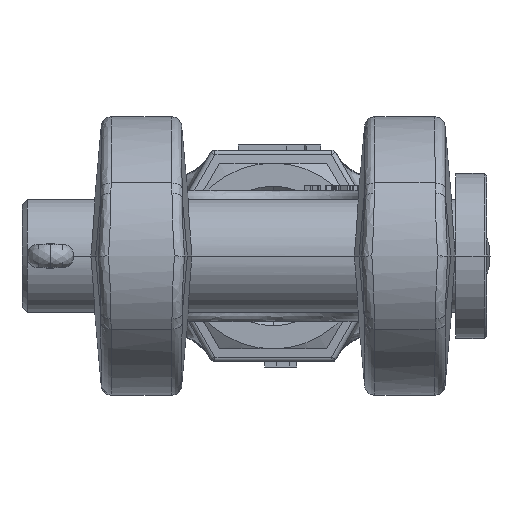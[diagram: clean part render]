
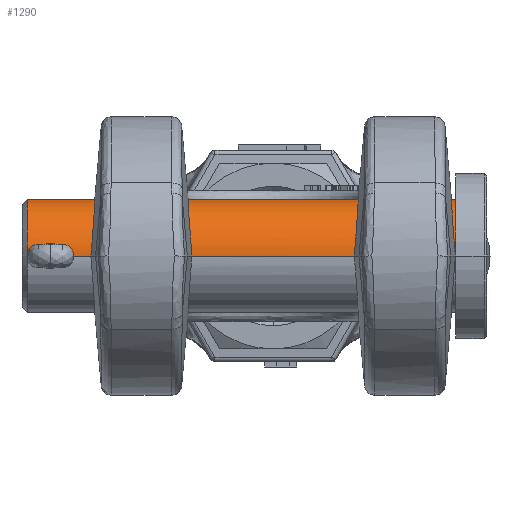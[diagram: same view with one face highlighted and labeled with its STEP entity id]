
A CAD part, left-side view. The second image highlights one B-rep face of the part: STEP entity #1290.
In plain terms, the highlighted cylindrical face has radius 11 mm (diameter 22 mm), a partial arc.
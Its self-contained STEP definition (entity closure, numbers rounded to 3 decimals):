
#1290=ADVANCED_FACE('',(#2937),#2938,.T.);
#2937=FACE_OUTER_BOUND('',#18013,.T.);
#2938=CYLINDRICAL_SURFACE('',#18014,11.0);
#18013=EDGE_LOOP('',(#23653,#23654,#23655,#23656,#23657,#23658,#23659,#23660,#23661,#23662,#23663));
#18014=AXIS2_PLACEMENT_3D('',#23664,#23665,#23666);
#23653=ORIENTED_EDGE('',*,*,#26014,.F.);
#23654=ORIENTED_EDGE('',*,*,#26015,.T.);
#23655=ORIENTED_EDGE('',*,*,#26016,.F.);
#23656=ORIENTED_EDGE('',*,*,#26009,.T.);
#23657=ORIENTED_EDGE('',*,*,#26017,.T.);
#23658=ORIENTED_EDGE('',*,*,#26018,.F.);
#23659=ORIENTED_EDGE('',*,*,#26006,.T.);
#23660=ORIENTED_EDGE('',*,*,#26019,.T.);
#23661=ORIENTED_EDGE('',*,*,#26020,.F.);
#23662=ORIENTED_EDGE('',*,*,#26021,.T.);
#23663=ORIENTED_EDGE('',*,*,#26013,.T.);
#23664=CARTESIAN_POINT('',(-386.,48.632,0.));
#23665=DIRECTION('',(-0.0,1.0,-0.0));
#23666=DIRECTION('',(-1.0,0.0,0.0));
#26006=EDGE_CURVE('',#29374,#29372,#29375,.T.);
#26009=EDGE_CURVE('',#29380,#29377,#29381,.T.);
#26013=EDGE_CURVE('',#29378,#29386,#29388,.T.);
#26014=EDGE_CURVE('',#29389,#29386,#29390,.T.);
#26015=EDGE_CURVE('',#29389,#29391,#29392,.T.);
#26016=EDGE_CURVE('',#29380,#29391,#29393,.T.);
#26017=EDGE_CURVE('',#29377,#29394,#29395,.T.);
#26018=EDGE_CURVE('',#29374,#29394,#29396,.T.);
#26019=EDGE_CURVE('',#29372,#29397,#29398,.T.);
#26020=EDGE_CURVE('',#29399,#29397,#29400,.T.);
#26021=EDGE_CURVE('',#29399,#29378,#29401,.T.);
#29372=VERTEX_POINT('',#44335);
#29374=VERTEX_POINT('',#44338);
#29375=CIRCLE('',#44339,11.0);
#29377=VERTEX_POINT('',#44341);
#29378=VERTEX_POINT('',#44342);
#29380=VERTEX_POINT('',#44345);
#29381=B_SPLINE_CURVE_WITH_KNOTS('',3,(#44346,#44347,#44348,#44349,#44350,#44351,#44352,#44353,#44354,#44355,#44356,#44357,#44358,#44359,#44360,#44361,#44362,#44363),.UNSPECIFIED.,.F.,.F.,(4,2,2,2,2,2,2,2,4),(0.008,0.008,0.008,0.009,0.009,0.01,0.011,0.011,0.012),.UNSPECIFIED.);
#29386=VERTEX_POINT('',#44386);
#29388=B_SPLINE_CURVE_WITH_KNOTS('',3,(#44403,#44404,#44405,#44406,#44407,#44408,#44409,#44410,#44411,#44412,#44413,#44414,#44415,#44416,#44417,#44418,#44419,#44420),.UNSPECIFIED.,.F.,.F.,(4,2,2,2,2,2,2,2,4),(0.012,0.012,0.012,0.013,0.013,0.014,0.015,0.015,0.016),.UNSPECIFIED.);
#29389=VERTEX_POINT('',#44421);
#29390=LINE('',#44422,#44423);
#29391=VERTEX_POINT('',#44424);
#29392=CIRCLE('',#44425,11.0);
#29393=LINE('',#44426,#44427);
#29394=VERTEX_POINT('',#44428);
#29395=B_SPLINE_CURVE_WITH_KNOTS('',3,(#44429,#44430,#44431,#44432,#44433,#44434,#44435,#44436,#44437,#44438,#44439,#44440,#44441,#44442,#44443,#44444,#44445,#44446),.UNSPECIFIED.,.F.,.F.,(4,2,2,2,2,2,2,2,4),(0.012,0.012,0.012,0.013,0.013,0.014,0.015,0.015,0.016),.UNSPECIFIED.);
#29396=LINE('',#44447,#44448);
#29397=VERTEX_POINT('',#44449);
#29398=CIRCLE('',#44450,11.0);
#29399=VERTEX_POINT('',#44451);
#29400=LINE('',#44452,#44453);
#29401=B_SPLINE_CURVE_WITH_KNOTS('',3,(#44454,#44455,#44456,#44457,#44458,#44459,#44460,#44461,#44462,#44463,#44464,#44465,#44466,#44467,#44468,#44469,#44470,#44471),.UNSPECIFIED.,.F.,.F.,(4,2,2,2,2,2,2,2,4),(0.008,0.008,0.008,0.009,0.009,0.01,0.011,0.011,0.012),.UNSPECIFIED.);
#44335=CARTESIAN_POINT('',(-386.,47.632,11.0));
#44338=CARTESIAN_POINT('',(-375.,47.632,0.));
#44339=AXIS2_PLACEMENT_3D('',#46508,#46509,#46510);
#44341=CARTESIAN_POINT('',(-375.288,43.132,2.5));
#44342=CARTESIAN_POINT('',(-396.712,43.132,2.5));
#44345=CARTESIAN_POINT('',(-375.,40.632,0.));
#44346=CARTESIAN_POINT('',(-375.,40.632,0.));
#44347=CARTESIAN_POINT('',(-375.,40.632,0.));
#44348=CARTESIAN_POINT('',(-375.,40.632,0.));
#44349=CARTESIAN_POINT('',(-375.,40.632,0.166));
#44350=CARTESIAN_POINT('',(-375.004,40.649,0.329));
#44351=CARTESIAN_POINT('',(-375.018,40.712,0.649));
#44352=CARTESIAN_POINT('',(-375.029,40.761,0.808));
#44353=CARTESIAN_POINT('',(-375.055,40.886,1.11));
#44354=CARTESIAN_POINT('',(-375.071,40.963,1.253));
#44355=CARTESIAN_POINT('',(-375.105,41.144,1.525));
#44356=CARTESIAN_POINT('',(-375.124,41.249,1.653));
#44357=CARTESIAN_POINT('',(-375.18,41.594,1.997));
#44358=CARTESIAN_POINT('',(-375.218,41.872,2.183));
#44359=CARTESIAN_POINT('',(-375.258,42.322,2.371));
#44360=CARTESIAN_POINT('',(-375.269,42.48,2.419));
#44361=CARTESIAN_POINT('',(-375.284,42.803,2.484));
#44362=CARTESIAN_POINT('',(-375.288,42.967,2.5));
#44363=CARTESIAN_POINT('',(-375.288,43.132,2.5));
#44386=CARTESIAN_POINT('',(-397.,40.632,0.));
#44403=CARTESIAN_POINT('',(-396.712,43.132,2.5));
#44404=CARTESIAN_POINT('',(-396.712,43.132,2.5));
#44405=CARTESIAN_POINT('',(-396.712,43.132,2.5));
#44406=CARTESIAN_POINT('',(-396.712,42.967,2.5));
#44407=CARTESIAN_POINT('',(-396.716,42.804,2.484));
#44408=CARTESIAN_POINT('',(-396.731,42.484,2.42));
#44409=CARTESIAN_POINT('',(-396.741,42.325,2.372));
#44410=CARTESIAN_POINT('',(-396.768,42.022,2.246));
#44411=CARTESIAN_POINT('',(-396.784,41.879,2.169));
#44412=CARTESIAN_POINT('',(-396.819,41.608,1.988));
#44413=CARTESIAN_POINT('',(-396.838,41.48,1.883));
#44414=CARTESIAN_POINT('',(-396.894,41.135,1.539));
#44415=CARTESIAN_POINT('',(-396.932,40.949,1.261));
#44416=CARTESIAN_POINT('',(-396.971,40.762,0.81));
#44417=CARTESIAN_POINT('',(-396.982,40.713,0.653));
#44418=CARTESIAN_POINT('',(-396.996,40.649,0.329));
#44419=CARTESIAN_POINT('',(-397.,40.632,0.166));
#44420=CARTESIAN_POINT('',(-397.,40.632,0.));
#44421=CARTESIAN_POINT('',(-397.,-35.368,0.));
#44422=CARTESIAN_POINT('',(-397.,6.132,0.));
#44423=VECTOR('',#46516,1.0);
#44424=CARTESIAN_POINT('',(-375.,-35.368,0.));
#44425=AXIS2_PLACEMENT_3D('',#46517,#46518,#46519);
#44426=CARTESIAN_POINT('',(-375.,6.132,0.));
#44427=VECTOR('',#46520,1.0);
#44428=CARTESIAN_POINT('',(-375.,45.632,0.));
#44429=CARTESIAN_POINT('',(-375.288,43.132,2.5));
#44430=CARTESIAN_POINT('',(-375.288,43.132,2.5));
#44431=CARTESIAN_POINT('',(-375.288,43.132,2.5));
#44432=CARTESIAN_POINT('',(-375.288,43.298,2.5));
#44433=CARTESIAN_POINT('',(-375.284,43.461,2.484));
#44434=CARTESIAN_POINT('',(-375.269,43.781,2.42));
#44435=CARTESIAN_POINT('',(-375.259,43.94,2.372));
#44436=CARTESIAN_POINT('',(-375.232,44.242,2.246));
#44437=CARTESIAN_POINT('',(-375.216,44.386,2.169));
#44438=CARTESIAN_POINT('',(-375.181,44.657,1.988));
#44439=CARTESIAN_POINT('',(-375.162,44.785,1.883));
#44440=CARTESIAN_POINT('',(-375.106,45.129,1.539));
#44441=CARTESIAN_POINT('',(-375.068,45.315,1.261));
#44442=CARTESIAN_POINT('',(-375.029,45.503,0.81));
#44443=CARTESIAN_POINT('',(-375.018,45.551,0.653));
#44444=CARTESIAN_POINT('',(-375.004,45.616,0.329));
#44445=CARTESIAN_POINT('',(-375.,45.632,0.166));
#44446=CARTESIAN_POINT('',(-375.,45.632,0.));
#44447=CARTESIAN_POINT('',(-375.,6.132,0.));
#44448=VECTOR('',#46521,1.0);
#44449=CARTESIAN_POINT('',(-397.,47.632,0.));
#44450=AXIS2_PLACEMENT_3D('',#46522,#46523,#46524);
#44451=CARTESIAN_POINT('',(-397.,45.632,0.));
#44452=CARTESIAN_POINT('',(-397.,6.132,0.));
#44453=VECTOR('',#46525,1.0);
#44454=CARTESIAN_POINT('',(-397.,45.632,0.));
#44455=CARTESIAN_POINT('',(-397.,45.632,0.));
#44456=CARTESIAN_POINT('',(-397.,45.632,0.));
#44457=CARTESIAN_POINT('',(-397.,45.632,0.166));
#44458=CARTESIAN_POINT('',(-396.996,45.616,0.329));
#44459=CARTESIAN_POINT('',(-396.982,45.552,0.649));
#44460=CARTESIAN_POINT('',(-396.971,45.504,0.808));
#44461=CARTESIAN_POINT('',(-396.945,45.378,1.11));
#44462=CARTESIAN_POINT('',(-396.929,45.302,1.253));
#44463=CARTESIAN_POINT('',(-396.895,45.12,1.525));
#44464=CARTESIAN_POINT('',(-396.876,45.015,1.653));
#44465=CARTESIAN_POINT('',(-396.82,44.671,1.997));
#44466=CARTESIAN_POINT('',(-396.782,44.393,2.183));
#44467=CARTESIAN_POINT('',(-396.742,43.943,2.371));
#44468=CARTESIAN_POINT('',(-396.731,43.785,2.419));
#44469=CARTESIAN_POINT('',(-396.716,43.462,2.484));
#44470=CARTESIAN_POINT('',(-396.712,43.298,2.5));
#44471=CARTESIAN_POINT('',(-396.712,43.132,2.5));
#46508=CARTESIAN_POINT('',(-386.,47.632,0.));
#46509=DIRECTION('',(0.0,-1.0,0.0));
#46510=DIRECTION('',(-1.0,0.0,0.0));
#46516=DIRECTION('',(-0.0,1.0,-0.0));
#46517=CARTESIAN_POINT('',(-386.,-35.368,0.));
#46518=DIRECTION('',(0.0,1.0,0.0));
#46519=DIRECTION('',(-1.0,0.0,0.0));
#46520=DIRECTION('',(0.0,-1.0,0.0));
#46521=DIRECTION('',(0.0,-1.0,0.0));
#46522=CARTESIAN_POINT('',(-386.,47.632,0.));
#46523=DIRECTION('',(0.0,-1.0,0.0));
#46524=DIRECTION('',(-1.0,0.0,0.0));
#46525=DIRECTION('',(-0.0,1.0,-0.0));
